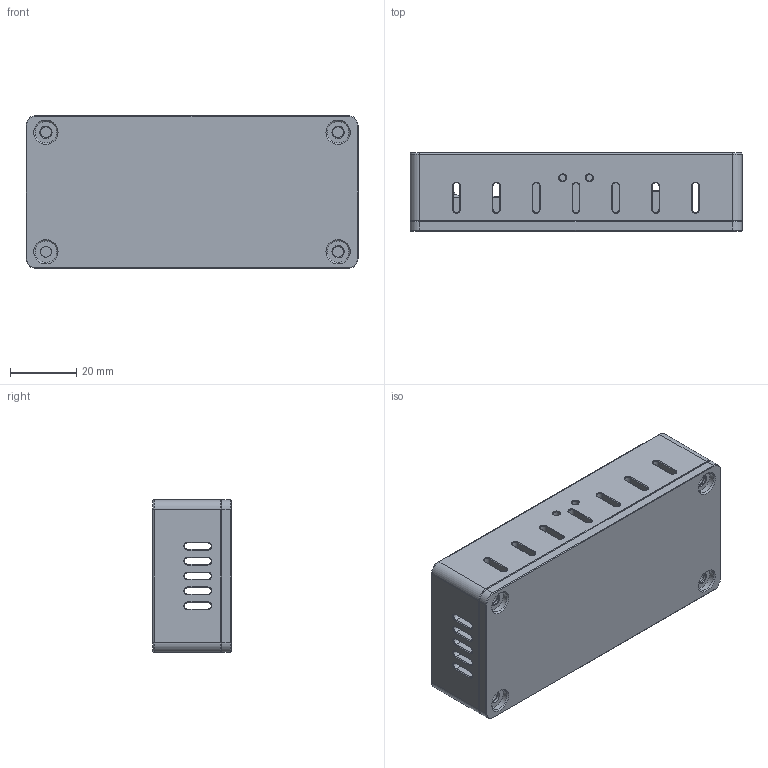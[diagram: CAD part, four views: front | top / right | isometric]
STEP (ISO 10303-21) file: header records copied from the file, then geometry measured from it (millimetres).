
FILE_DESCRIPTION(/* description */ (''),/* implementation_level */ '2;1');
FILE_NAME(/* name */ 'Polar Plus v2 Enclosure v44.step',/* time_stamp */ '2026-01-28T10:30:54+11:00',/* author */ (''),/* organization */ (''),/* preprocessor_version */ 'ST-DEVELOPER v20.1',/* originating_system */ 'Autodesk Translation Framework v14.21.0.0',/* authorisation */ '');
FILE_SCHEMA (('AUTOMOTIVE_DESIGN { 1 0 10303 214 3 1 1 }'));
Length unit declared in the file: millimetre
Products named in the file (3): Polar Plus v2 Enclosure; Top; Bottom
Assembly tree (2 placements, depth 2):
  Polar Plus v2 Enclosure
    Top
    Bottom
Bounding box: 100 x 23.5 x 46 mm (x, y, z)
Volume: 50907.1 mm3; surface area: 28999.6 mm2
Topology: 2 solids, 2 shells, 521 faces, 1223 edges, 729 vertices
Faces by surface type: plane 258, cylinder 130, cone 111, torus 16, bspline 6
Full cylindrical faces by diameter (mm): 2 x2, 3.3 x4, 4.8 x6, 5 x2, 5.4 x2, 5.47 x4, 6.5 x4, 7 x2, 12.4 x2
Entity records: 14931 total; most frequent: DIRECTION 2676, CARTESIAN_POINT 2562, ORIENTED_EDGE 2446, EDGE_CURVE 1223, AXIS2_PLACEMENT_3D 933, LINE 810, VECTOR 810, VERTEX_POINT 729
